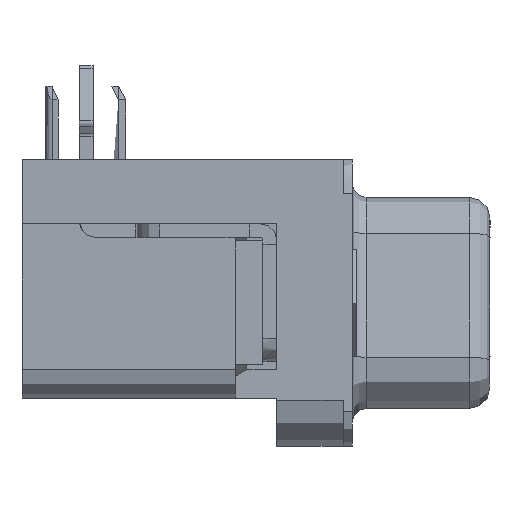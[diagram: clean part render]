
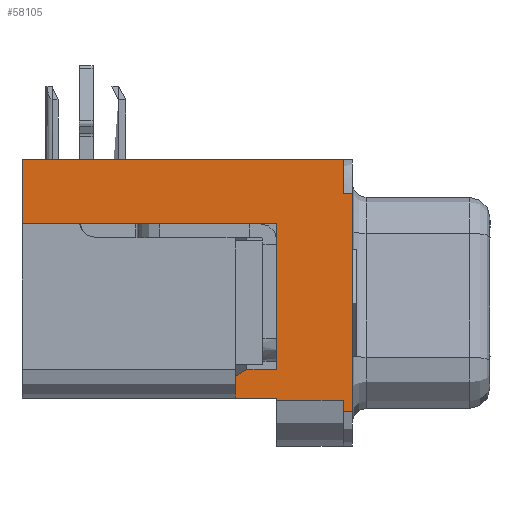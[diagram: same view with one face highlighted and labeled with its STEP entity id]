
A CAD part, left-side view. The second image highlights one B-rep face of the part: STEP entity #58105.
In plain terms, the highlighted planar face has unit normal (-1, 0, 0).
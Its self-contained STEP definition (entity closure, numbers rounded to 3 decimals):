
#3502=FACE_OUTER_BOUND('',#6807,.T.);
#6807=EDGE_LOOP('',(#44981,#44982,#44983,#44984,#44985,#44986,#44987,#44988,
#44989,#44990,#44991,#44992,#44993,#44994,#44995));
#9891=LINE('',#83734,#16203);
#10245=LINE('',#86816,#16557);
#11890=LINE('',#103304,#18202);
#11920=LINE('',#103376,#18232);
#11927=LINE('',#103392,#18239);
#11928=LINE('',#103394,#18240);
#11929=LINE('',#103396,#18241);
#11930=LINE('',#103398,#18242);
#11931=LINE('',#103400,#18243);
#11932=LINE('',#103402,#18244);
#11933=LINE('',#103404,#18245);
#11934=LINE('',#103406,#18246);
#11935=LINE('',#103407,#18247);
#11936=LINE('',#103409,#18248);
#11937=LINE('',#103410,#18249);
#16203=VECTOR('',#65976,1.5);
#16557=VECTOR('',#66824,2.8);
#18202=VECTOR('',#70963,0.5);
#18232=VECTOR('',#71029,2.9);
#18239=VECTOR('',#71044,0.4);
#18240=VECTOR('',#71047,14.);
#18241=VECTOR('',#71048,11.1);
#18242=VECTOR('',#71049,6.35);
#18243=VECTOR('',#71050,1.3);
#18244=VECTOR('',#71051,0.583);
#18245=VECTOR('',#71052,0.95);
#18246=VECTOR('',#71053,1.8);
#18247=VECTOR('',#71054,0.1);
#18248=VECTOR('',#71055,9.5);
#18249=VECTOR('',#71056,0.4);
#24023=VERTEX_POINT('',#83728);
#24025=VERTEX_POINT('',#83732);
#24357=VERTEX_POINT('',#86813);
#24358=VERTEX_POINT('',#86815);
#25780=VERTEX_POINT('',#103298);
#25782=VERTEX_POINT('',#103302);
#25806=VERTEX_POINT('',#103375);
#25811=VERTEX_POINT('',#103390);
#25812=VERTEX_POINT('',#103395);
#25813=VERTEX_POINT('',#103397);
#25814=VERTEX_POINT('',#103399);
#25815=VERTEX_POINT('',#103401);
#25816=VERTEX_POINT('',#103403);
#25817=VERTEX_POINT('',#103405);
#25818=VERTEX_POINT('',#103408);
#29682=EDGE_CURVE('',#24023,#24025,#9891,.T.);
#30215=EDGE_CURVE('',#24357,#24358,#10245,.T.);
#32650=EDGE_CURVE('',#25782,#25780,#11890,.T.);
#32688=EDGE_CURVE('',#25780,#25806,#11920,.T.);
#32697=EDGE_CURVE('',#25782,#25811,#11927,.T.);
#32698=EDGE_CURVE('',#24025,#24358,#11928,.T.);
#32699=EDGE_CURVE('',#24357,#25812,#11929,.T.);
#32700=EDGE_CURVE('',#25813,#25812,#11930,.T.);
#32701=EDGE_CURVE('',#25813,#25814,#11931,.T.);
#32702=EDGE_CURVE('',#25814,#25815,#11932,.T.);
#32703=EDGE_CURVE('',#25816,#25815,#11933,.T.);
#32704=EDGE_CURVE('',#25817,#25816,#11934,.T.);
#32705=EDGE_CURVE('',#25806,#25817,#11935,.T.);
#32706=EDGE_CURVE('',#25811,#25818,#11936,.T.);
#32707=EDGE_CURVE('',#24023,#25818,#11937,.T.);
#44981=ORIENTED_EDGE('',*,*,#29682,.T.);
#44982=ORIENTED_EDGE('',*,*,#32698,.T.);
#44983=ORIENTED_EDGE('',*,*,#30215,.F.);
#44984=ORIENTED_EDGE('',*,*,#32699,.T.);
#44985=ORIENTED_EDGE('',*,*,#32700,.F.);
#44986=ORIENTED_EDGE('',*,*,#32701,.T.);
#44987=ORIENTED_EDGE('',*,*,#32702,.T.);
#44988=ORIENTED_EDGE('',*,*,#32703,.F.);
#44989=ORIENTED_EDGE('',*,*,#32704,.F.);
#44990=ORIENTED_EDGE('',*,*,#32705,.F.);
#44991=ORIENTED_EDGE('',*,*,#32688,.F.);
#44992=ORIENTED_EDGE('',*,*,#32650,.F.);
#44993=ORIENTED_EDGE('',*,*,#32697,.T.);
#44994=ORIENTED_EDGE('',*,*,#32706,.T.);
#44995=ORIENTED_EDGE('',*,*,#32707,.F.);
#55500=PLANE('',#61776);
#58105=ADVANCED_FACE('',(#3502),#55500,.T.);
#61776=AXIS2_PLACEMENT_3D('',#103393,#71045,#71046);
#65976=DIRECTION('',(0.,0.,1.));
#66824=DIRECTION('',(0.,0.,1.));
#70963=DIRECTION('',(0.,0.,1.));
#71029=DIRECTION('',(0.,1.,0.));
#71044=DIRECTION('',(0.,-1.,0.));
#71045=DIRECTION('center_axis',(-1.,0.,0.));
#71046=DIRECTION('ref_axis',(0.,0.,1.));
#71047=DIRECTION('',(0.,1.,0.));
#71048=DIRECTION('',(0.,-1.,0.));
#71049=DIRECTION('',(0.,0.,1.));
#71050=DIRECTION('',(0.,1.,0.));
#71051=DIRECTION('',(0.,0.857,-0.514));
#71052=DIRECTION('',(0.,0.,1.));
#71053=DIRECTION('',(0.,1.,0.));
#71054=DIRECTION('',(0.,0.,1.));
#71055=DIRECTION('',(0.,0.,1.));
#71056=DIRECTION('',(0.,-1.,0.));
#83728=CARTESIAN_POINT('',(-26.52,0.,4.75));
#83732=CARTESIAN_POINT('',(-26.52,0.,6.25));
#83734=CARTESIAN_POINT('',(-26.52,0.,4.75));
#86813=CARTESIAN_POINT('',(-26.52,14.,3.45));
#86815=CARTESIAN_POINT('',(-26.52,14.,6.25));
#86816=CARTESIAN_POINT('',(-26.52,14.,3.45));
#103298=CARTESIAN_POINT('',(-26.52,0.,-4.25));
#103302=CARTESIAN_POINT('',(-26.52,0.,-4.75));
#103304=CARTESIAN_POINT('',(-26.52,0.,-4.75));
#103375=CARTESIAN_POINT('',(-26.52,2.9,-4.25));
#103376=CARTESIAN_POINT('',(-26.52,0.,-4.25));
#103390=CARTESIAN_POINT('',(-26.52,-0.4,-4.75));
#103392=CARTESIAN_POINT('',(-26.52,0.,-4.75));
#103393=CARTESIAN_POINT('Origin',(-26.52,0.,-4.25));
#103394=CARTESIAN_POINT('',(-26.52,0.,6.25));
#103395=CARTESIAN_POINT('',(-26.52,2.9,3.45));
#103396=CARTESIAN_POINT('',(-26.52,14.,3.45));
#103397=CARTESIAN_POINT('',(-26.52,2.9,-2.9));
#103398=CARTESIAN_POINT('',(-26.52,2.9,-2.9));
#103399=CARTESIAN_POINT('',(-26.52,4.2,-2.9));
#103400=CARTESIAN_POINT('',(-26.52,2.9,-2.9));
#103401=CARTESIAN_POINT('',(-26.52,4.7,-3.2));
#103402=CARTESIAN_POINT('',(-26.52,4.2,-2.9));
#103403=CARTESIAN_POINT('',(-26.52,4.7,-4.15));
#103404=CARTESIAN_POINT('',(-26.52,4.7,-4.15));
#103405=CARTESIAN_POINT('',(-26.52,2.9,-4.15));
#103406=CARTESIAN_POINT('',(-26.52,2.9,-4.15));
#103407=CARTESIAN_POINT('',(-26.52,2.9,-4.25));
#103408=CARTESIAN_POINT('',(-26.52,-0.4,4.75));
#103409=CARTESIAN_POINT('',(-26.52,-0.4,-4.75));
#103410=CARTESIAN_POINT('',(-26.52,0.,4.75));
